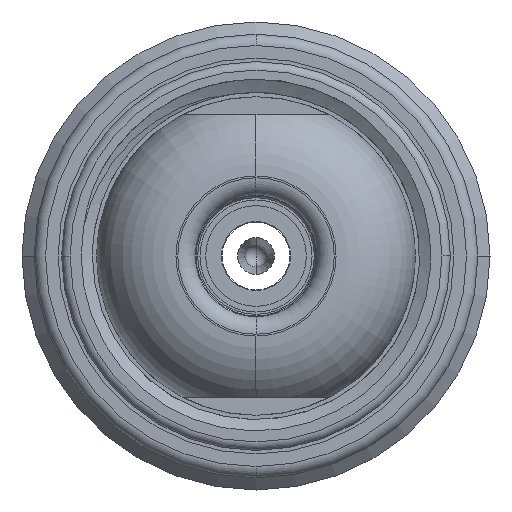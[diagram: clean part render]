
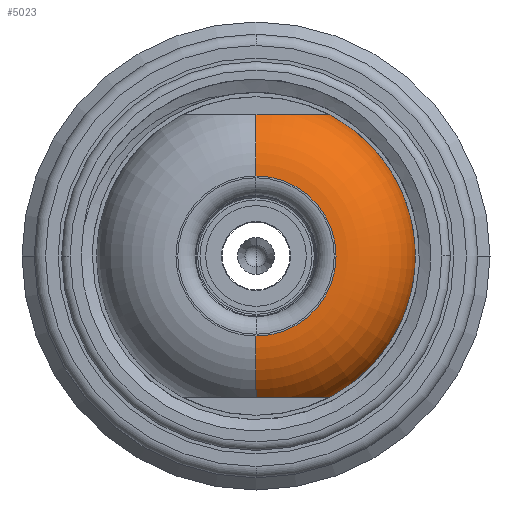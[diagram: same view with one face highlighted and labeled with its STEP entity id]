
A CAD part, left-side view. The second image highlights one B-rep face of the part: STEP entity #5023.
In plain terms, the highlighted toroidal (fillet/blend) face has major radius 3.594 mm and minor radius 3.556 mm.
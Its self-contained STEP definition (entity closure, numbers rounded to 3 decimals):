
#4581=CARTESIAN_POINT('',(-25.982,0.,0.));
#4582=DIRECTION('',(-1.,0.,0.));
#4583=DIRECTION('',(0.,0.,-1.));
#4584=AXIS2_PLACEMENT_3D('',#4581,#4582,#4583);
#4633=CARTESIAN_POINT('',(-22.426,0.,3.594));
#4634=DIRECTION('',(0.,1.,0.));
#4635=DIRECTION('',(-1.,0.,0.));
#4636=AXIS2_PLACEMENT_3D('',#4633,#4634,#4635);
#4660=CARTESIAN_POINT('',(-22.426,0.,0.));
#4661=DIRECTION('',(-1.,0.,0.));
#4662=DIRECTION('',(0.,-0.46,-0.888));
#4663=AXIS2_PLACEMENT_3D('',#4660,#4661,#4662);
#4738=CARTESIAN_POINT('',(-24.673,0.,-6.35));
#4739=CARTESIAN_POINT('',(-24.673,-0.156,-6.35));
#4740=CARTESIAN_POINT('',(-24.659,-0.448,-6.35));
#4741=CARTESIAN_POINT('',(-24.611,-0.824,-6.35));
#4742=CARTESIAN_POINT('',(-24.545,-1.148,-6.35));
#4743=CARTESIAN_POINT('',(-24.466,-1.432,-6.35));
#4744=CARTESIAN_POINT('',(-24.376,-1.687,-6.35));
#4745=CARTESIAN_POINT('',(-24.275,-1.92,-6.35));
#4746=CARTESIAN_POINT('',(-24.159,-2.141,-6.35));
#4747=CARTESIAN_POINT('',(-24.024,-2.356,-6.35));
#4748=CARTESIAN_POINT('',(-23.871,-2.558,-6.35));
#4749=CARTESIAN_POINT('',(-23.699,-2.743,-6.35));
#4750=CARTESIAN_POINT('',(-23.508,-2.908,-6.35));
#4751=CARTESIAN_POINT('',(-23.291,-3.054,-6.35));
#4752=CARTESIAN_POINT('',(-23.046,-3.174,-6.35));
#4753=CARTESIAN_POINT('',(-22.761,-3.262,-6.35));
#4754=CARTESIAN_POINT('',(-22.542,-3.287,-6.35));
#4755=CARTESIAN_POINT('',(-22.426,-3.287,-6.35));
#4757=CARTESIAN_POINT('',(-22.426,0.,-3.594));
#4758=DIRECTION('',(0.,-1.,0.));
#4759=DIRECTION('',(-1.,0.,0.));
#4760=AXIS2_PLACEMENT_3D('',#4757,#4758,#4759);
#4762=CARTESIAN_POINT('',(-22.426,-3.287,6.35));
#4763=CARTESIAN_POINT('',(-22.51,-3.287,6.35));
#4764=CARTESIAN_POINT('',(-22.675,-3.274,6.35));
#4765=CARTESIAN_POINT('',(-22.922,-3.217,6.35));
#4766=CARTESIAN_POINT('',(-23.157,-3.124,6.35));
#4767=CARTESIAN_POINT('',(-23.375,-3.002,6.35));
#4768=CARTESIAN_POINT('',(-23.574,-2.855,6.35));
#4769=CARTESIAN_POINT('',(-23.762,-2.68,6.35));
#4770=CARTESIAN_POINT('',(-23.944,-2.469,6.35));
#4771=CARTESIAN_POINT('',(-24.115,-2.22,6.35));
#4772=CARTESIAN_POINT('',(-24.265,-1.945,6.35));
#4773=CARTESIAN_POINT('',(-24.395,-1.641,6.35));
#4774=CARTESIAN_POINT('',(-24.506,-1.303,6.35));
#4775=CARTESIAN_POINT('',(-24.595,-0.924,6.35));
#4776=CARTESIAN_POINT('',(-24.657,-0.496,6.35));
#4777=CARTESIAN_POINT('',(-24.673,-0.171,6.35));
#4778=CARTESIAN_POINT('',(-24.673,0.,6.35));
#4822=CARTESIAN_POINT('',(-25.982,0.,3.594));
#4823=CARTESIAN_POINT('',(-25.982,0.,-3.594));
#4824=VERTEX_POINT('',#4822);
#4825=VERTEX_POINT('',#4823);
#4839=CARTESIAN_POINT('',(-22.426,-3.287,-6.35));
#4841=VERTEX_POINT('',#4839);
#4848=CARTESIAN_POINT('',(-22.426,-3.287,6.35));
#4849=VERTEX_POINT('',#4848);
#4858=VERTEX_POINT('',#4738);
#4859=VERTEX_POINT('',#4778);
#5010=CARTESIAN_POINT('',(-22.426,0.,0.));
#5011=DIRECTION('',(-1.,0.,0.));
#5012=DIRECTION('',(0.,0.005,-1.));
#5013=AXIS2_PLACEMENT_3D('',#5010,#5011,#5012);
#5014=TOROIDAL_SURFACE('',#5013,3.594,3.556);
#5015=ORIENTED_EDGE('',*,*,#4917,.F.);
#5016=ORIENTED_EDGE('',*,*,#4900,.F.);
#5017=ORIENTED_EDGE('',*,*,#4875,.T.);
#5018=ORIENTED_EDGE('',*,*,#4897,.T.);
#5019=ORIENTED_EDGE('',*,*,#5001,.F.);
#5020=ORIENTED_EDGE('',*,*,#4934,.F.);
#5021=EDGE_LOOP('',(#5015,#5016,#5017,#5018,#5019,#5020));
#5022=FACE_OUTER_BOUND('',#5021,.F.);
#4585=CIRCLE('',#4584,3.594);
#4637=CIRCLE('',#4636,3.556);
#4664=CIRCLE('',#4663,7.15);
#4756=B_SPLINE_CURVE_WITH_KNOTS('',3,(#4738,#4739,#4740,#4741,#4742,#4743,#4744,
#4745,#4746,#4747,#4748,#4749,#4750,#4751,#4752,#4753,#4754,#4755),
.UNSPECIFIED.,.F.,.F.,(4,1,1,1,1,1,1,1,1,1,1,1,1,1,1,4),(0.,0.067,
0.133,0.2,0.267,0.333,0.4,
0.467,0.533,0.6,0.667,0.733,
0.8,0.867,0.933,1.),.UNSPECIFIED.);
#4761=CIRCLE('',#4760,3.556);
#4779=B_SPLINE_CURVE_WITH_KNOTS('',3,(#4762,#4763,#4764,#4765,#4766,#4767,#4768,
#4769,#4770,#4771,#4772,#4773,#4774,#4775,#4776,#4777,#4778),.UNSPECIFIED.,.F.,
.F.,(4,1,1,1,1,1,1,1,1,1,1,1,1,1,4),(0.,0.071,0.143,
0.214,0.286,0.357,0.429,0.5,
0.571,0.643,0.714,0.786,
0.857,0.929,1.),.UNSPECIFIED.);
#4875=EDGE_CURVE('',#4825,#4824,#4585,.T.);
#4897=EDGE_CURVE('',#4824,#4859,#4637,.T.);
#4900=EDGE_CURVE('',#4825,#4858,#4761,.T.);
#4917=EDGE_CURVE('',#4858,#4841,#4756,.T.);
#4934=EDGE_CURVE('',#4841,#4849,#4664,.T.);
#5001=EDGE_CURVE('',#4849,#4859,#4779,.T.);
#5023=ADVANCED_FACE('',(#5022),#5014,.T.);
